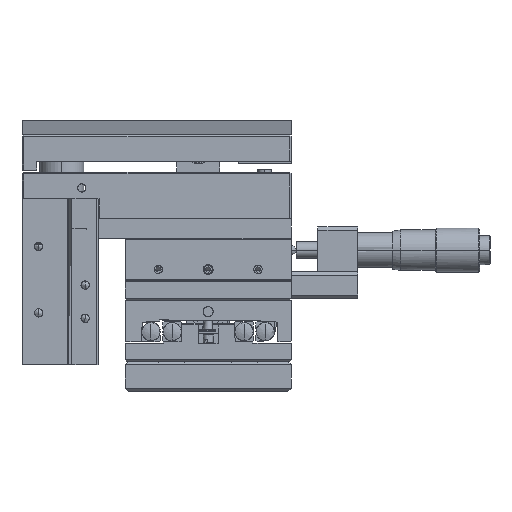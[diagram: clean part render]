
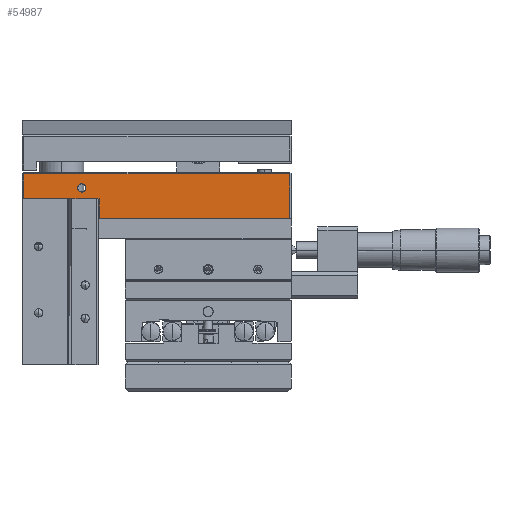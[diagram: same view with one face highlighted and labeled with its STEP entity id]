
A CAD part, left-side view. The second image highlights one B-rep face of the part: STEP entity #54987.
In plain terms, the highlighted free-form (B-spline) face has degree [1, 1] with [2, 2] control points.
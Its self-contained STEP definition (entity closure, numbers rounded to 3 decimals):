
#1159 = CARTESIAN_POINT ( 'NONE',  ( -29.456, 35.209, 53.5 ) ) ;
#2845 = CARTESIAN_POINT ( 'NONE',  ( -29.456, 35.209, 47.5 ) ) ;
#3388 = B_SPLINE_CURVE_WITH_KNOTS ( 'NONE', 3,
 ( #8680, #22727, #55649, #4024, #17428, #23013, #46928, #26736, #21801, #3724, #27649, #13056, #31716, #41357, #56252, #41958, #32030, #46635 ),
 .UNSPECIFIED., .F., .F.,
 ( 4, 2, 2, 2, 2, 2, 2, 2, 4 ),
 ( 0., 0.125, 0.25, 0.375, 0.5, 0.625, 0.75, 0.875, 1. ),
 .UNSPECIFIED. ) ;
#3470 = ORIENTED_EDGE ( 'NONE', *, *, #45067, .T. ) ;
#3724 = CARTESIAN_POINT ( 'NONE',  ( -29.456, 40.575, 55.45 ) ) ;
#4024 = CARTESIAN_POINT ( 'NONE',  ( -29.456, 39.317, 56.068 ) ) ;
#4456 = ORIENTED_EDGE ( 'NONE', *, *, #52172, .F. ) ;
#5066 = CARTESIAN_POINT ( 'NONE',  ( -29.456, -22.091, 61. ) ) ;
#5969 = ORIENTED_EDGE ( 'NONE', *, *, #55667, .T. ) ;
#6136 = CARTESIAN_POINT ( 'NONE',  ( -29.456, 39.159, 56.7 ) ) ;
#6896 = CARTESIAN_POINT ( 'NONE',  ( -29.456, 35.209, 53.5 ) ) ;
#8533 = EDGE_CURVE ( 'NONE', #57858, #21946, #52810, .T. ) ;
#8680 = CARTESIAN_POINT ( 'NONE',  ( -29.456, 39.159, 56.7 ) ) ;
#8773 = ORIENTED_EDGE ( 'NONE', *, *, #38610, .F. ) ;
#9220 = B_SPLINE_CURVE_WITH_KNOTS ( 'NONE', 1,
 ( #28826, #1159 ),
 .UNSPECIFIED., .F., .F.,
 ( 2, 2 ),
 ( 0.969, 1. ),
 .UNSPECIFIED. ) ;
#9576 = ORIENTED_EDGE ( 'NONE', *, *, #24211, .F. ) ;
#10753 = CARTESIAN_POINT ( 'NONE',  ( -29.456, 57.909, 61. ) ) ;
#11997 = CARTESIAN_POINT ( 'NONE',  ( -29.456, -22.091, 61. ) ) ;
#12019 = B_SPLINE_CURVE_WITH_KNOTS ( 'NONE', 1,
 ( #53023, #29990 ),
 .UNSPECIFIED., .F., .F.,
 ( 2, 2 ),
 ( -1., -0.414 ),
 .UNSPECIFIED. ) ;
#13056 = CARTESIAN_POINT ( 'NONE',  ( -29.456, 41.04, 55.609 ) ) ;
#13572 = ORIENTED_EDGE ( 'NONE', *, *, #57486, .F. ) ;
#13816 = CARTESIAN_POINT ( 'NONE',  ( -29.456, 39.159, 56.7 ) ) ;
#14522 = FACE_BOUND ( 'NONE', #29423, .T. ) ;
#15210 = EDGE_LOOP ( 'NONE', ( #5969, #56133, #43758, #4456, #40792, #8773, #9576, #57600, #38345 ) ) ;
#15502 = B_SPLINE_CURVE_WITH_KNOTS ( 'NONE', 1,
 ( #36596, #26640 ),
 .UNSPECIFIED., .F., .F.,
 ( 2, 2 ),
 ( -0.361, -0.031 ),
 .UNSPECIFIED. ) ;
#16151 = CARTESIAN_POINT ( 'NONE',  ( -29.456, 44.609, 53.5 ) ) ;
#16486 = CARTESIAN_POINT ( 'NONE',  ( -29.456, 57.909, 53.5 ) ) ;
#16519 = VERTEX_POINT ( 'NONE', #11997 ) ;
#17428 = CARTESIAN_POINT ( 'NONE',  ( -29.456, 39.408, 55.933 ) ) ;
#19217 = FACE_OUTER_BOUND ( 'NONE', #15210, .T. ) ;
#19266 = CARTESIAN_POINT ( 'NONE',  ( -29.456, 35.209, 53.5 ) ) ;
#19746 = B_SPLINE_SURFACE_WITH_KNOTS ( 'NONE', 1, 1, ( 
 ( #52177, #24772 ),
 ( #52484, #33800 ) ),
 .UNSPECIFIED., .F., .F., .F.,
 ( 2, 2 ),
 ( 2, 2 ),
 ( 0., 1. ),
 ( 0., 1. ),
 .UNSPECIFIED. ) ;
#21801 = CARTESIAN_POINT ( 'NONE',  ( -29.456, 40.243, 55.45 ) ) ;
#21946 = VERTEX_POINT ( 'NONE', #34993 ) ;
#22308 = CARTESIAN_POINT ( 'NONE',  ( -29.456, -22.091, 47.5 ) ) ;
#22727 = CARTESIAN_POINT ( 'NONE',  ( -29.456, 39.159, 56.534 ) ) ;
#22919 = VERTEX_POINT ( 'NONE', #19266 ) ;
#23013 = CARTESIAN_POINT ( 'NONE',  ( -29.456, 39.642, 55.699 ) ) ;
#23120 = VERTEX_POINT ( 'NONE', #13816 ) ;
#24051 = CARTESIAN_POINT ( 'NONE',  ( -29.456, -22.091, 47.5 ) ) ;
#24211 = EDGE_CURVE ( 'NONE', #21946, #16519, #60039, .T. ) ;
#24497 = VERTEX_POINT ( 'NONE', #49144 ) ;
#24772 = CARTESIAN_POINT ( 'NONE',  ( -29.456, 57.909, 61. ) ) ;
#25187 = CARTESIAN_POINT ( 'NONE',  ( -29.456, 57.909, 61. ) ) ;
#25532 = CARTESIAN_POINT ( 'NONE',  ( -29.456, -22.091, 47.5 ) ) ;
#26640 = CARTESIAN_POINT ( 'NONE',  ( -29.456, 43.409, 53.5 ) ) ;
#26736 = CARTESIAN_POINT ( 'NONE',  ( -29.456, 40.084, 55.482 ) ) ;
#27649 = CARTESIAN_POINT ( 'NONE',  ( -29.456, 40.734, 55.482 ) ) ;
#28826 = CARTESIAN_POINT ( 'NONE',  ( -29.456, 35.909, 53.5 ) ) ;
#29423 = EDGE_LOOP ( 'NONE', ( #3470, #13572 ) ) ;
#29525 = B_SPLINE_CURVE_WITH_KNOTS ( 'NONE', 1,
 ( #25532, #59120 ),
 .UNSPECIFIED., .F., .F.,
 ( 2, 2 ),
 ( -1., 0. ),
 .UNSPECIFIED. ) ;
#29810 = VERTEX_POINT ( 'NONE', #22308 ) ;
#29990 = CARTESIAN_POINT ( 'NONE',  ( -29.456, 57.909, 53.5 ) ) ;
#30358 = EDGE_CURVE ( 'NONE', #29810, #51281, #29525, .T. ) ;
#30552 = CARTESIAN_POINT ( 'NONE',  ( -29.456, 35.209, 47.5 ) ) ;
#31293 = CARTESIAN_POINT ( 'NONE',  ( -29.456, 44.609, 53.5 ) ) ;
#31716 = CARTESIAN_POINT ( 'NONE',  ( -29.456, 41.176, 55.699 ) ) ;
#32030 = CARTESIAN_POINT ( 'NONE',  ( -29.456, 41.659, 56.534 ) ) ;
#33768 = CARTESIAN_POINT ( 'NONE',  ( -29.456, 43.409, 53.5 ) ) ;
#33800 = CARTESIAN_POINT ( 'NONE',  ( -29.456, -22.091, 61. ) ) ;
#34403 = CARTESIAN_POINT ( 'NONE',  ( -29.456, -22.091, 61. ) ) ;
#34993 = CARTESIAN_POINT ( 'NONE',  ( -29.456, 57.909, 61. ) ) ;
#36596 = CARTESIAN_POINT ( 'NONE',  ( -29.456, 35.909, 53.5 ) ) ;
#38345 = ORIENTED_EDGE ( 'NONE', *, *, #41309, .F. ) ;
#38610 = EDGE_CURVE ( 'NONE', #16519, #29810, #42168, .T. ) ;
#39332 = CARTESIAN_POINT ( 'NONE',  ( -29.456, 57.909, 53.5 ) ) ;
#40792 = ORIENTED_EDGE ( 'NONE', *, *, #30358, .F. ) ;
#41309 = EDGE_CURVE ( 'NONE', #57066, #57858, #12019, .T. ) ;
#41357 = CARTESIAN_POINT ( 'NONE',  ( -29.456, 41.41, 55.933 ) ) ;
#41958 = CARTESIAN_POINT ( 'NONE',  ( -29.456, 41.627, 56.375 ) ) ;
#42168 = B_SPLINE_CURVE_WITH_KNOTS ( 'NONE', 1,
 ( #5066, #24051 ),
 .UNSPECIFIED., .F., .F.,
 ( 2, 2 ),
 ( 0., 1. ),
 .UNSPECIFIED. ) ;
#43314 = EDGE_CURVE ( 'NONE', #24497, #44439, #15502, .T. ) ;
#43758 = ORIENTED_EDGE ( 'NONE', *, *, #50426, .T. ) ;
#43771 =( BOUNDED_CURVE ( )  B_SPLINE_CURVE ( 3, ( #6136, #58669, #44386, #49963 ),
 .UNSPECIFIED., .F., .F. ) 
 B_SPLINE_CURVE_WITH_KNOTS ( ( 4, 4 ),
 ( 0., 1. ),
 .UNSPECIFIED. ) 
 CURVE ( )  GEOMETRIC_REPRESENTATION_ITEM ( )  RATIONAL_B_SPLINE_CURVE ( ( 1., 0.333, 0.333, 1. ) ) 
 REPRESENTATION_ITEM ( '' )  );
#44386 = CARTESIAN_POINT ( 'NONE',  ( -29.456, 41.659, 59.2 ) ) ;
#44439 = VERTEX_POINT ( 'NONE', #33768 ) ;
#45067 = EDGE_CURVE ( 'NONE', #23120, #52274, #3388, .T. ) ;
#46635 = CARTESIAN_POINT ( 'NONE',  ( -29.456, 41.659, 56.7 ) ) ;
#46928 = CARTESIAN_POINT ( 'NONE',  ( -29.456, 39.777, 55.609 ) ) ;
#49144 = CARTESIAN_POINT ( 'NONE',  ( -29.456, 35.909, 53.5 ) ) ;
#49963 = CARTESIAN_POINT ( 'NONE',  ( -29.456, 41.659, 56.7 ) ) ;
#50426 = EDGE_CURVE ( 'NONE', #24497, #22919, #9220, .T. ) ;
#50585 = CARTESIAN_POINT ( 'NONE',  ( -29.456, 43.409, 53.5 ) ) ;
#51281 = VERTEX_POINT ( 'NONE', #2845 ) ;
#52172 = EDGE_CURVE ( 'NONE', #51281, #22919, #56598, .T. ) ;
#52177 = CARTESIAN_POINT ( 'NONE',  ( -29.456, 57.909, 47.5 ) ) ;
#52274 = VERTEX_POINT ( 'NONE', #54494 ) ;
#52484 = CARTESIAN_POINT ( 'NONE',  ( -29.456, -22.091, 47.5 ) ) ;
#52810 = B_SPLINE_CURVE_WITH_KNOTS ( 'NONE', 1,
 ( #16486, #25187 ),
 .UNSPECIFIED., .F., .F.,
 ( 2, 2 ),
 ( -1., 0. ),
 .UNSPECIFIED. ) ;
#53023 = CARTESIAN_POINT ( 'NONE',  ( -29.456, 44.609, 53.5 ) ) ;
#54494 = CARTESIAN_POINT ( 'NONE',  ( -29.456, 41.659, 56.7 ) ) ;
#54987 = ADVANCED_FACE ( 'NONE', ( #14522, #19217 ), #19746, .T. ) ;
#55649 = CARTESIAN_POINT ( 'NONE',  ( -29.456, 39.191, 56.375 ) ) ;
#55667 = EDGE_CURVE ( 'NONE', #57066, #44439, #60908, .T. ) ;
#56133 = ORIENTED_EDGE ( 'NONE', *, *, #43314, .F. ) ;
#56252 = CARTESIAN_POINT ( 'NONE',  ( -29.456, 41.5, 56.068 ) ) ;
#56598 = B_SPLINE_CURVE_WITH_KNOTS ( 'NONE', 1,
 ( #30552, #6896 ),
 .UNSPECIFIED., .F., .F.,
 ( 2, 2 ),
 ( -1., 0. ),
 .UNSPECIFIED. ) ;
#57066 = VERTEX_POINT ( 'NONE', #16151 ) ;
#57486 = EDGE_CURVE ( 'NONE', #23120, #52274, #43771, .T. ) ;
#57600 = ORIENTED_EDGE ( 'NONE', *, *, #8533, .F. ) ;
#57858 = VERTEX_POINT ( 'NONE', #39332 ) ;
#58669 = CARTESIAN_POINT ( 'NONE',  ( -29.456, 39.159, 59.2 ) ) ;
#59120 = CARTESIAN_POINT ( 'NONE',  ( -29.456, 35.209, 47.5 ) ) ;
#60039 = B_SPLINE_CURVE_WITH_KNOTS ( 'NONE', 1,
 ( #10753, #34403 ),
 .UNSPECIFIED., .F., .F.,
 ( 2, 2 ),
 ( 0., 1. ),
 .UNSPECIFIED. ) ;
#60908 = B_SPLINE_CURVE_WITH_KNOTS ( 'NONE', 1,
 ( #31293, #50585 ),
 .UNSPECIFIED., .F., .F.,
 ( 2, 2 ),
 ( 0.586, 0.639 ),
 .UNSPECIFIED. ) ;
